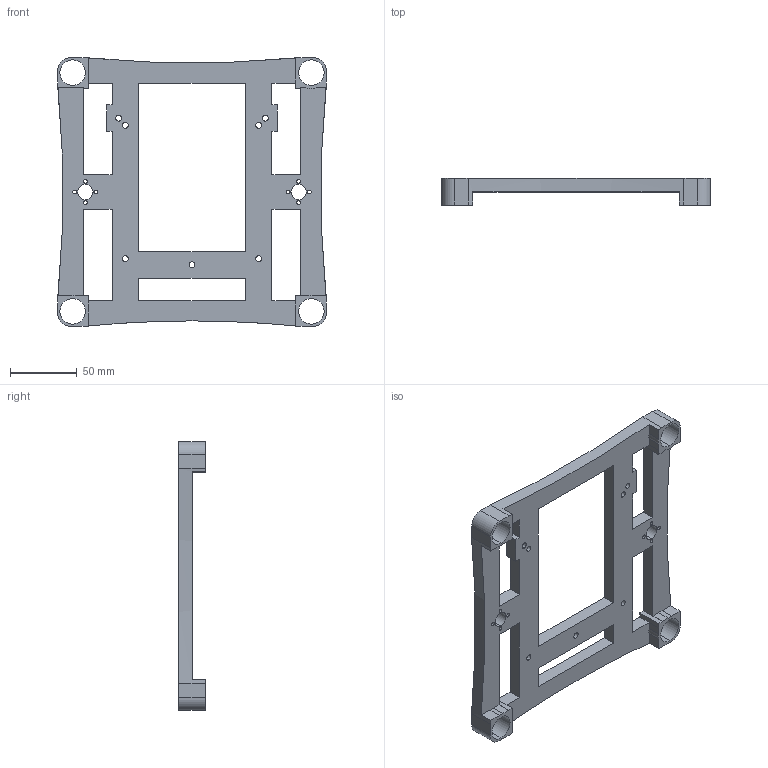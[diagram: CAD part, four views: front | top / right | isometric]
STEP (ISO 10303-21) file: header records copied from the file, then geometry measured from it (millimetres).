
FILE_DESCRIPTION (( 'STEP AP214' ), '1' );
FILE_NAME ('V1Rook_Tray 10mm 2.1.STEP', '2022-11-29T17:56:17', ( '' ), ( '' ), 'SwSTEP 2.0', 'SolidWorks 2020', '' );
FILE_SCHEMA (( 'AUTOMOTIVE_DESIGN' ));
Length unit declared in the file: millimetre
Products named in the file (1): V1Rook_Tray 10mm 2.1
Bounding box: 201.74 x 20 x 201.74 mm (x, y, z)
Volume: 207683.2 mm3; surface area: 72952.8 mm2
Topology: 1 solids, 1 shells, 147 faces, 428 edges, 284 vertices
Faces by surface type: plane 77, cylinder 70
Entity records: 5040 total; most frequent: DIRECTION 872, CARTESIAN_POINT 860, ORIENTED_EDGE 856, EDGE_CURVE 428, AXIS2_PLACEMENT_3D 296, VERTEX_POINT 284, LINE 280, VECTOR 280
